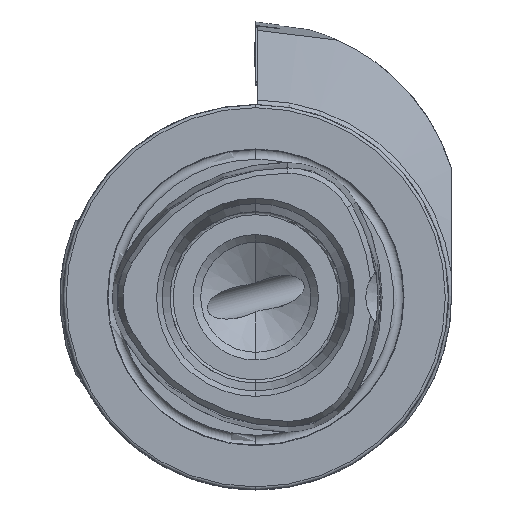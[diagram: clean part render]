
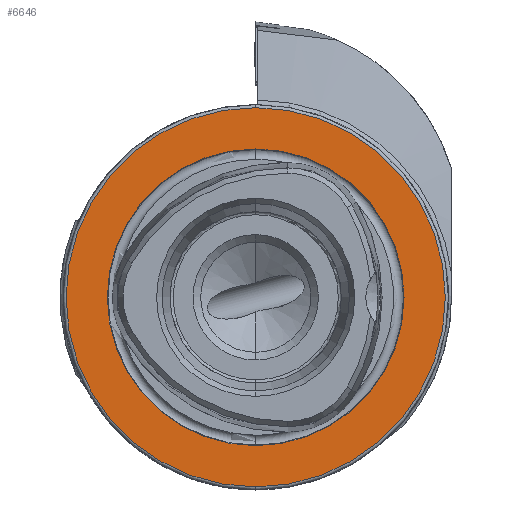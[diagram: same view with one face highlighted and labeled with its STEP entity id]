
A CAD part, left-side view. The second image highlights one B-rep face of the part: STEP entity #6646.
In plain terms, the highlighted planar face has unit normal (-1, 0, 0).
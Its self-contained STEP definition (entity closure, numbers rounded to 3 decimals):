
#460 = DIRECTION ( 'NONE',  ( 0., 0., 1. ) ) ;
#611 = VERTEX_POINT ( 'NONE', #12764 ) ;
#633 = CARTESIAN_POINT ( 'NONE',  ( 0., 0., 0. ) ) ;
#1102 = AXIS2_PLACEMENT_3D ( 'NONE', #633, #7639, #4631 ) ;
#1277 = FACE_OUTER_BOUND ( 'NONE', #5316, .T. ) ;
#1566 = VERTEX_POINT ( 'NONE', #2202 ) ;
#2202 = CARTESIAN_POINT ( 'NONE',  ( 0., 0., -24.25 ) ) ;
#2225 = EDGE_CURVE ( 'NONE', #10543, #1566, #2248, .T. ) ;
#2248 = CIRCLE ( 'NONE', #1102, 24.25 ) ;
#2304 = AXIS2_PLACEMENT_3D ( 'NONE', #10100, #11884, #460 ) ;
#2501 = CIRCLE ( 'NONE', #11376, 31. ) ;
#3063 = CIRCLE ( 'NONE', #2304, 24.25 ) ;
#3246 = FACE_BOUND ( 'NONE', #8690, .T. ) ;
#3315 = ORIENTED_EDGE ( 'NONE', *, *, #6843, .T. ) ;
#3705 = CARTESIAN_POINT ( 'NONE',  ( 0., 0., 0. ) ) ;
#4091 = DIRECTION ( 'NONE',  ( 0., 0., 1. ) ) ;
#4140 = ORIENTED_EDGE ( 'NONE', *, *, #7627, .F. ) ;
#4428 = VERTEX_POINT ( 'NONE', #10202 ) ;
#4447 = DIRECTION ( 'NONE',  ( 0., 0., -1. ) ) ;
#4631 = DIRECTION ( 'NONE',  ( 0., 0., 1. ) ) ;
#5257 = CARTESIAN_POINT ( 'NONE',  ( 0., 24.25, 0. ) ) ;
#5316 = EDGE_LOOP ( 'NONE', ( #3315, #8455 ) ) ;
#5504 = ORIENTED_EDGE ( 'NONE', *, *, #2225, .F. ) ;
#5684 = DIRECTION ( 'NONE',  ( -1., 0., 0. ) ) ;
#5729 = DIRECTION ( 'NONE',  ( 0., 0., 1. ) ) ;
#6347 = PLANE ( 'NONE',  #9646 ) ;
#6646 = ADVANCED_FACE ( 'NONE', ( #3246, #1277 ), #6347, .F. ) ;
#6843 = EDGE_CURVE ( 'NONE', #611, #4428, #2501, .T. ) ;
#7627 = EDGE_CURVE ( 'NONE', #1566, #10543, #3063, .T. ) ;
#7639 = DIRECTION ( 'NONE',  ( -1., 0., 0. ) ) ;
#8455 = ORIENTED_EDGE ( 'NONE', *, *, #11997, .T. ) ;
#8690 = EDGE_LOOP ( 'NONE', ( #5504, #4140 ) ) ;
#8796 = AXIS2_PLACEMENT_3D ( 'NONE', #10028, #11937, #4091 ) ;
#9646 = AXIS2_PLACEMENT_3D ( 'NONE', #5257, #10216, #4447 ) ;
#10028 = CARTESIAN_POINT ( 'NONE',  ( 0., 0., 0. ) ) ;
#10100 = CARTESIAN_POINT ( 'NONE',  ( 0., 0., 0. ) ) ;
#10202 = CARTESIAN_POINT ( 'NONE',  ( 0., 0., -31. ) ) ;
#10216 = DIRECTION ( 'NONE',  ( 1., 0., 0. ) ) ;
#10305 = CIRCLE ( 'NONE', #8796, 31. ) ;
#10543 = VERTEX_POINT ( 'NONE', #10721 ) ;
#10721 = CARTESIAN_POINT ( 'NONE',  ( 0., 0., 24.25 ) ) ;
#11376 = AXIS2_PLACEMENT_3D ( 'NONE', #3705, #5684, #5729 ) ;
#11884 = DIRECTION ( 'NONE',  ( -1., 0., 0. ) ) ;
#11937 = DIRECTION ( 'NONE',  ( -1., 0., 0. ) ) ;
#11997 = EDGE_CURVE ( 'NONE', #4428, #611, #10305, .T. ) ;
#12764 = CARTESIAN_POINT ( 'NONE',  ( 0., 0., 31. ) ) ;
